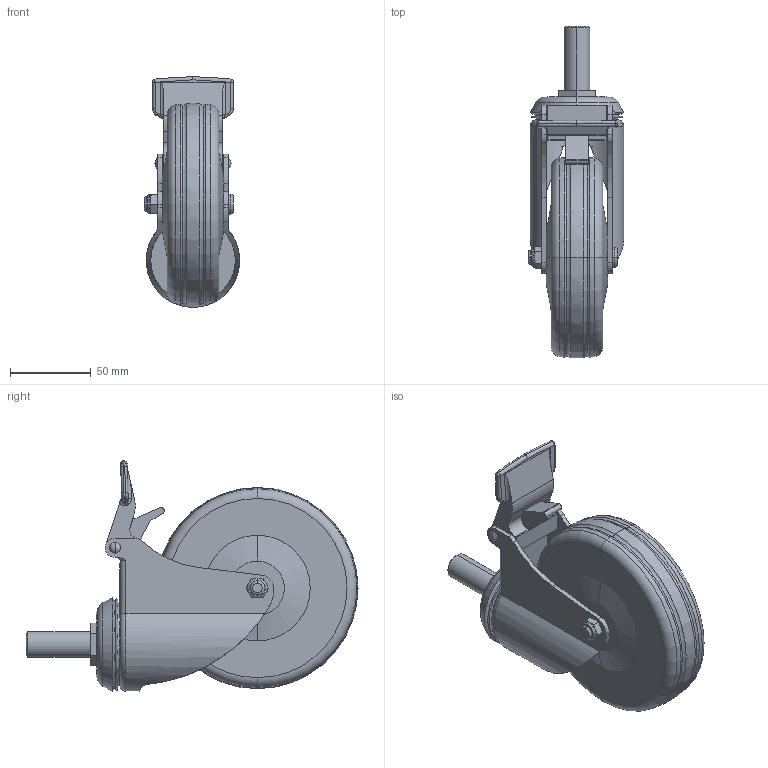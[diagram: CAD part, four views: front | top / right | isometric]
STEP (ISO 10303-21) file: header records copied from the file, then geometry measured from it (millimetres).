
FILE_DESCRIPTION (( 'STEP AP203' ), '1' );
FILE_NAME ('K-915MA-125-RB.STEP', '2020-09-25T04:48:04', ( '' ), ( '' ), 'SwSTEP 2.0', 'SolidWorks 2018', '' );
FILE_SCHEMA (( 'CONFIG_CONTROL_DESIGN' ));
Length unit declared in the file: millimetre
Products named in the file (3): K-915MA-125-RB_本体_ ; K-915MA-125-RB; K-915MA-125-RB_解除ストッパー_
Assembly tree (2 placements, depth 2):
  K-915MA-125-RB
    K-915MA-125-RB_本体_ 
    K-915MA-125-RB_解除ストッパー_
Bounding box: 59.19 x 205.87 x 142.99 mm (x, y, z)
Volume: 505100.7 mm3; surface area: 80909.2 mm2
Topology: 2 solids, 2 shells, 214 faces, 515 edges, 319 vertices
Faces by surface type: plane 71, cylinder 60, torus 33, bspline 24, cone 22, sphere 4
Entity records: 7416 total; most frequent: CARTESIAN_POINT 2219, DIRECTION 1055, ORIENTED_EDGE 1030, EDGE_CURVE 515, AXIS2_PLACEMENT_3D 431, VERTEX_POINT 319, CIRCLE 236, EDGE_LOOP 234
